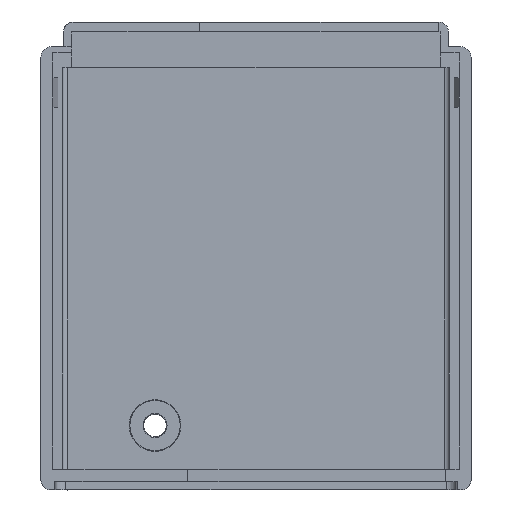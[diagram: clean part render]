
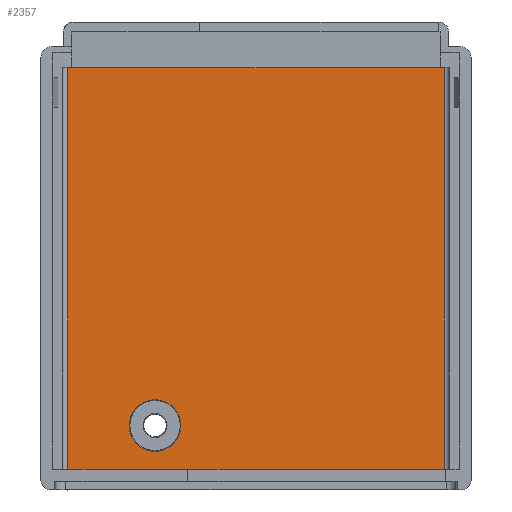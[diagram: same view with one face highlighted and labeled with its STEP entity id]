
A CAD part, top view. The second image highlights one B-rep face of the part: STEP entity #2357.
In plain terms, the highlighted planar face has unit normal (0, 0, 1).
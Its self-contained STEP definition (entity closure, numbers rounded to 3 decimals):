
#122=DIRECTION('',(-1.,0.,0.));
#123=VECTOR('',#122,38.);
#124=CARTESIAN_POINT('',(40.705,42.6,-6.9));
#125=LINE('',#124,#123);
#126=DIRECTION('',(0.,1.,0.));
#127=VECTOR('',#126,40.5);
#128=CARTESIAN_POINT('',(2.705,2.1,-6.9));
#129=LINE('',#128,#127);
#130=DIRECTION('',(0.,-1.,0.));
#131=VECTOR('',#130,40.5);
#132=CARTESIAN_POINT('',(40.705,42.6,-6.9));
#133=LINE('',#132,#131);
#134=DIRECTION('',(-1.,0.,0.));
#135=VECTOR('',#134,38.);
#136=CARTESIAN_POINT('',(40.705,2.1,-6.9));
#137=LINE('',#136,#135);
#138=CARTESIAN_POINT('',(11.52,6.5,-6.9));
#139=DIRECTION('',(0.,0.,1.));
#140=DIRECTION('',(1.,0.,0.));
#141=AXIS2_PLACEMENT_3D('',#138,#139,#140);
#143=CARTESIAN_POINT('',(11.52,6.5,-6.9));
#144=DIRECTION('',(0.,0.,1.));
#145=DIRECTION('',(-1.,0.,0.));
#146=AXIS2_PLACEMENT_3D('',#143,#144,#145);
#1830=CARTESIAN_POINT('',(40.705,2.1,-6.9));
#1832=VERTEX_POINT('',#1830);
#1833=CARTESIAN_POINT('',(40.705,42.6,-6.9));
#1834=VERTEX_POINT('',#1833);
#1837=CARTESIAN_POINT('',(2.705,2.1,-6.9));
#1838=CARTESIAN_POINT('',(2.705,42.6,-6.9));
#1839=VERTEX_POINT('',#1837);
#1840=VERTEX_POINT('',#1838);
#1849=CARTESIAN_POINT('',(14.12,6.5,-6.9));
#1850=CARTESIAN_POINT('',(8.92,6.5,-6.9));
#1851=VERTEX_POINT('',#1849);
#1852=VERTEX_POINT('',#1850);
#2338=CARTESIAN_POINT('',(21.705,23.1,-6.9));
#2339=DIRECTION('',(0.,0.,1.));
#2340=DIRECTION('',(1.,0.,0.));
#2341=AXIS2_PLACEMENT_3D('',#2338,#2339,#2340);
#2342=PLANE('',#2341);
#2343=ORIENTED_EDGE('',*,*,#2328,.T.);
#2344=ORIENTED_EDGE('',*,*,#2318,.F.);
#2346=ORIENTED_EDGE('',*,*,#2345,.T.);
#2348=ORIENTED_EDGE('',*,*,#2347,.T.);
#2349=EDGE_LOOP('',(#2343,#2344,#2346,#2348));
#2350=FACE_OUTER_BOUND('',#2349,.F.);
#2352=ORIENTED_EDGE('',*,*,#2351,.T.);
#2354=ORIENTED_EDGE('',*,*,#2353,.T.);
#2355=EDGE_LOOP('',(#2352,#2354));
#2356=FACE_BOUND('',#2355,.F.);
#2357=ADVANCED_FACE('',(#2350,#2356),#2342,.T.);
#142=CIRCLE('',#141,2.6);
#147=CIRCLE('',#146,2.6);
#2318=EDGE_CURVE('',#1834,#1840,#125,.T.);
#2328=EDGE_CURVE('',#1839,#1840,#129,.T.);
#2345=EDGE_CURVE('',#1834,#1832,#133,.T.);
#2347=EDGE_CURVE('',#1832,#1839,#137,.T.);
#2351=EDGE_CURVE('',#1851,#1852,#142,.T.);
#2353=EDGE_CURVE('',#1852,#1851,#147,.T.);
